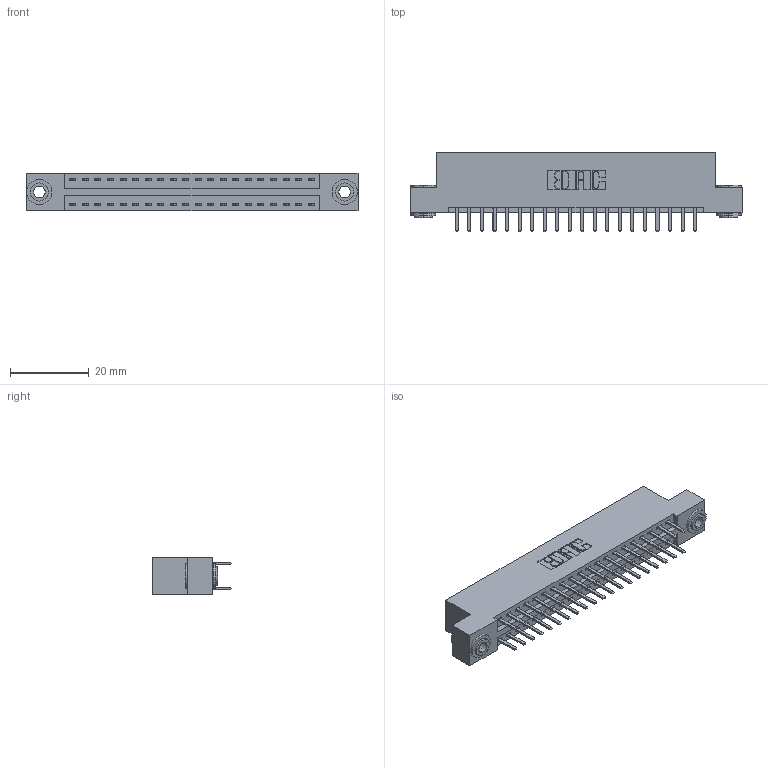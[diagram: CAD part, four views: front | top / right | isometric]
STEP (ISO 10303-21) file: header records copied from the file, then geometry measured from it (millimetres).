
FILE_DESCRIPTION (( 'STEP AP203' ), '1' );
FILE_NAME ('396-040-520-203.STEP', '2018-09-06T11:10:44', ( '' ), ( '' ), 'SwSTEP 2.0', 'SolidWorks 2016', '' );
FILE_SCHEMA (( 'CONFIG_CONTROL_DESIGN' ));
Length unit declared in the file: inch
Products named in the file (4): 346 Part_Flush Mounting Lugs - 0.156 Dia-TH; 345-292-001_345-293-120; 345-250-002_345-250-002-102; 396-040-520-203
Assembly tree (43 placements, depth 2):
  396-040-520-203
    346 Part_Flush Mounting Lugs - 0.156 Dia-TH
    345-292-001_345-293-120  x40
    345-250-002_345-250-002-102  x2
Bounding box: 84.07 x 20.02 x 9.4 mm (x, y, z)
Volume: 8029.2 mm3; surface area: 10863.9 mm2
Topology: 43 solids, 43 shells, 2400 faces, 6925 edges, 4506 vertices
Faces by surface type: plane 1566, cylinder 826, cone 8
Entity records: 16778 total; most frequent: CARTESIAN_POINT 2783, ORIENTED_EDGE 2698, DIRECTION 2523, EDGE_CURVE 1349, VECTOR 1109, LINE 1109, VERTEX_POINT 894, AXIS2_PLACEMENT_3D 707
